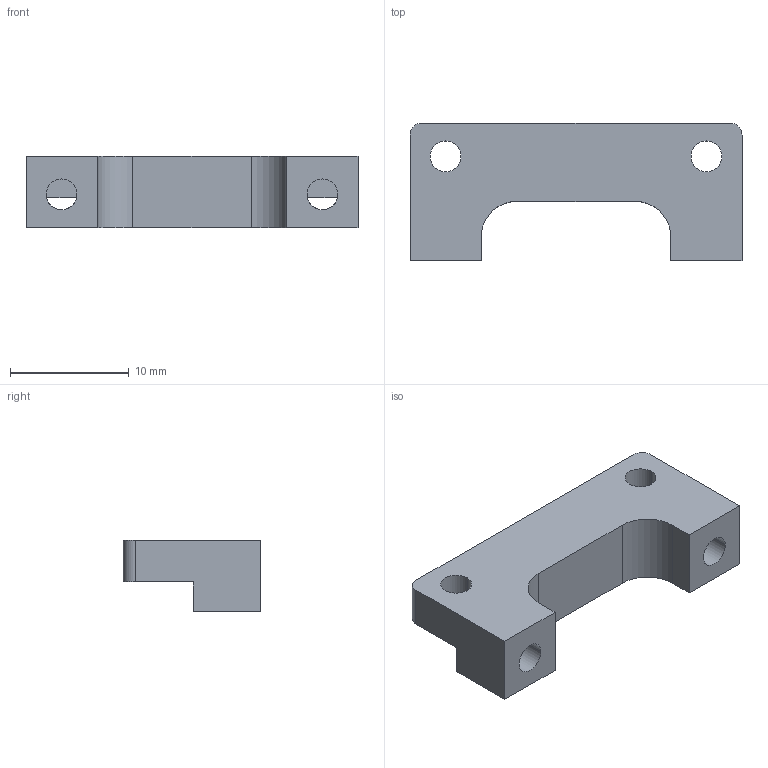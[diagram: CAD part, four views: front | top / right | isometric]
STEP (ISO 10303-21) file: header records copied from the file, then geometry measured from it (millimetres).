
FILE_DESCRIPTION (( 'STEP AP214' ), '1' );
FILE_NAME ('05_EX106_DoubleJointConnector_Alu_NimbroOP_v0.1.STEP', '2012-10-07T10:31:25', ( 'schreiber' ), ( '' ), 'SwSTEP 2.0', 'SolidWorks 2012', '' );
FILE_SCHEMA (( 'AUTOMOTIVE_DESIGN' ));
Length unit declared in the file: millimetre
Products named in the file (1): 05_EX106_DoubleJointConnector_Alu_NimbroOP_v0.1
Bounding box: 28 x 11.6 x 6 mm (x, y, z)
Volume: 979.8 mm3; surface area: 1105.2 mm2
Topology: 1 solids, 1 shells, 26 faces, 74 edges, 48 vertices
Faces by surface type: plane 14, cylinder 12
Entity records: 904 total; most frequent: DIRECTION 156, CARTESIAN_POINT 149, ORIENTED_EDGE 148, EDGE_CURVE 74, AXIS2_PLACEMENT_3D 55, VERTEX_POINT 48, LINE 46, VECTOR 46
